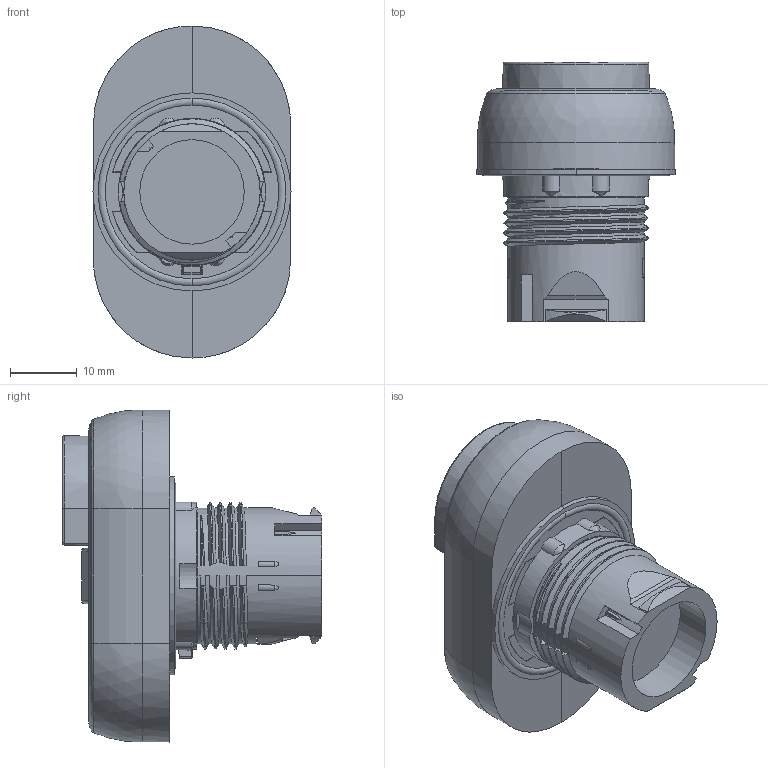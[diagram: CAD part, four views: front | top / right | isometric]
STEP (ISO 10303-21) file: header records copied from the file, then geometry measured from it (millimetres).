
FILE_DESCRIPTION((''),'2;1');
FILE_NAME('800F_U2E_F__ASM','2010-06-08T',('MEDavids'),('Rockwell Automation'),'PRO/ENGINEER BY PARAMETRIC TECHNOLOGY CORPORATION, 2007390','PRO/ENGINEER BY PARAMETRIC TECHNOLOGY CORPORATION, 2007390','');
FILE_SCHEMA(('CONFIG_CONTROL_DESIGN'));
Length unit declared in the file: millimetre
Products named in the file (5): 40359-016-01; 40359-022-GEN; 40359-021; 40359-031; 800F_U2E_F__ASM
Assembly tree (5 placements, depth 2):
  800F_U2E_F__ASM
    40359-016-01
    40359-022-GEN
    40359-021  x2
    40359-031
Bounding box: 29.6 x 38.76 x 49.61 mm (x, y, z)
Volume: 16046.6 mm3; surface area: 12912.4 mm2
Topology: 5 solids, 7 shells, 415 faces, 1095 edges, 694 vertices
Faces by surface type: plane 164, cylinder 129, bspline 59, cone 31, torus 22, sphere 10
Entity records: 21278 total; most frequent: CARTESIAN_POINT 12067, ORIENTED_EDGE 2054, DIRECTION 1694, EDGE_CURVE 1027, VERTEX_POINT 659, AXIS2_PLACEMENT_3D 629, VECTOR 436, LINE 436
